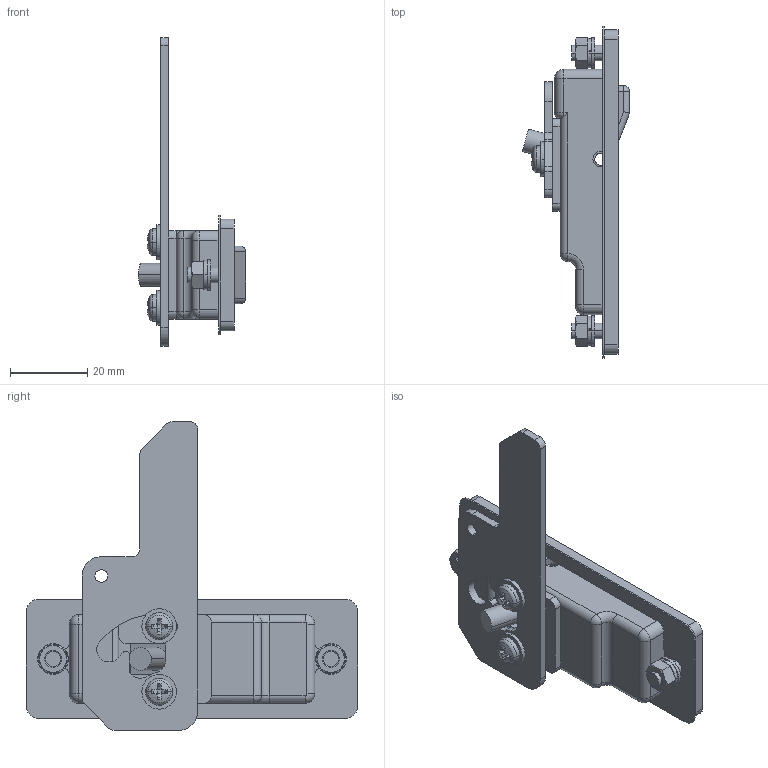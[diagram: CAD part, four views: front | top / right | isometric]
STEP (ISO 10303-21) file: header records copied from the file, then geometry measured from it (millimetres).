
FILE_DESCRIPTION (( 'STEP AP203' ), '1' );
FILE_NAME ('A-1700-3-2.STEP', '2020-02-21T06:24:04', ( '' ), ( '' ), 'SwSTEP 2.0', 'SolidWorks 2018', '' );
FILE_SCHEMA (( 'CONFIG_CONTROL_DESIGN' ));
Length unit declared in the file: millimetre
Products named in the file (11): 十字穴付小ねじ_内径基準ver1.02_M4×5十字穴付なべ小ねじ(SUS); A-1700-3_ハンドル__A-1700-3-2; 平ワッシャーISO(新JIS)ver1.02_M4平ワッシャー(SUS)小形; A-1700-3_スペーサー_; A-1700-3-2; A-1700-3_パッキン_; 榋妏僫僢僩ver1.02_M4僫僢僩(SUS)1庬_屇傃宎婎弨; A-1700-3_本体_; A-1700-3_止金_; A-1700-3_取付ナット_; ばね座金ver1.0_M4ばね座金(SUS)
Assembly tree (13 placements, depth 3):
  A-1700-3-2
    A-1700-3_本体_
    A-1700-3_ハンドル__A-1700-3-2
    A-1700-3_止金_
    十字穴付小ねじ_内径基準ver1.02_M4×5十字穴付なべ小ねじ(SUS)  x2
    A-1700-3_パッキン_
    A-1700-3_取付ナット_  x2
      榋妏僫僢僩ver1.02_M4僫僢僩(SUS)1庬_屇傃宎婎弨
      平ワッシャーISO(新JIS)ver1.02_M4平ワッシャー(SUS)小形
      ばね座金ver1.0_M4ばね座金(SUS)
    A-1700-3_スペーサー_  x2
Bounding box: 27.78 x 86 x 80 mm (x, y, z)
Volume: 20522.2 mm3; surface area: 21511 mm2
Topology: 14 solids, 14 shells, 379 faces, 939 edges, 584 vertices
Faces by surface type: plane 163, cylinder 156, cone 28, torus 18, sphere 12, bspline 2
Entity records: 10418 total; most frequent: CARTESIAN_POINT 1801, DIRECTION 1641, ORIENTED_EDGE 1494, EDGE_CURVE 747, AXIS2_PLACEMENT_3D 618, VERTEX_POINT 468, VECTOR 405, LINE 405
